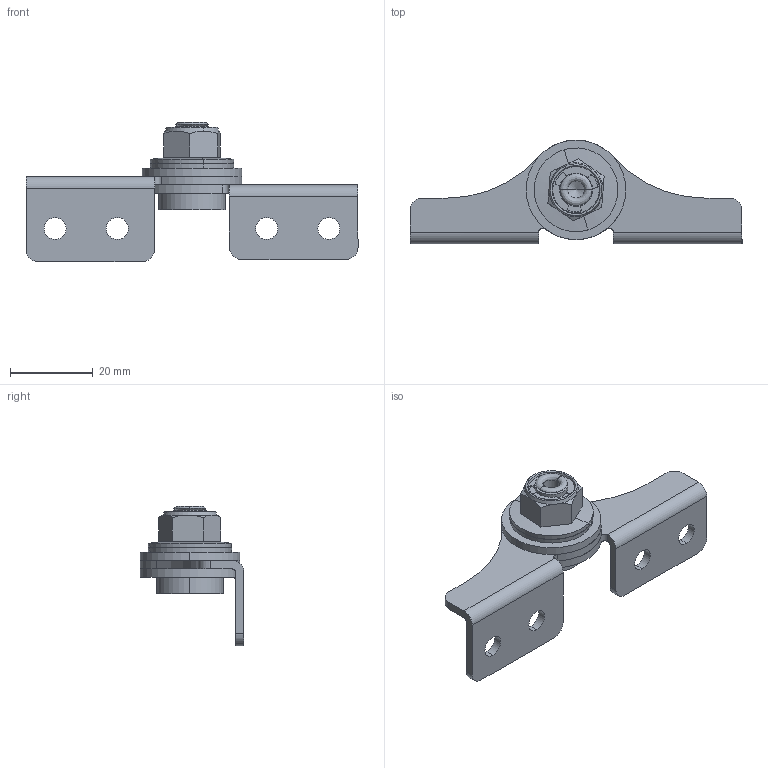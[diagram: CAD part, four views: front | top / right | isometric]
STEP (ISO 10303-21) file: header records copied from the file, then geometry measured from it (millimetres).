
FILE_DESCRIPTION (( 'STEP AP203' ), '1' );
FILE_NAME ('HG-TASJ40R_0.step', '2017-08-28T00:28:29', ( '' ), ( '' ), 'SwSTEP 2.0', 'SolidWorks 2015', '' );
FILE_SCHEMA (( 'CONFIG_CONTROL_DESIGN' ));
Length unit declared in the file: millimetre
Products named in the file (7): SC170-18693_ブラケットR_公開用; SC170-16608_皿ばね; HG-TASJ40R_0; SC170-16606_ワッシャー_公開用; SC170-16609_シャフト; SC170-18694_儀乕僗R_岞奐梡; SC170-16611_ステイプルナット
Assembly tree (7 placements, depth 2):
  HG-TASJ40R_0
    SC170-18694_儀乕僗R_岞奐梡
    SC170-18693_ブラケットR_公開用
    SC170-16606_ワッシャー_公開用
    SC170-16609_シャフト
    SC170-16611_ステイプルナット
    SC170-16608_皿ばね  x2
Bounding box: 80 x 25 x 33.6 mm (x, y, z)
Volume: 8434.6 mm3; surface area: 9702.4 mm2
Topology: 8 solids, 8 shells, 160 faces, 400 edges, 253 vertices
Faces by surface type: cylinder 76, plane 48, cone 28, bspline 8
Entity records: 5985 total; most frequent: CARTESIAN_POINT 1431, DIRECTION 856, ORIENTED_EDGE 764, EDGE_CURVE 382, AXIS2_PLACEMENT_3D 338, VERTEX_POINT 245, CIRCLE 184, LINE 180
